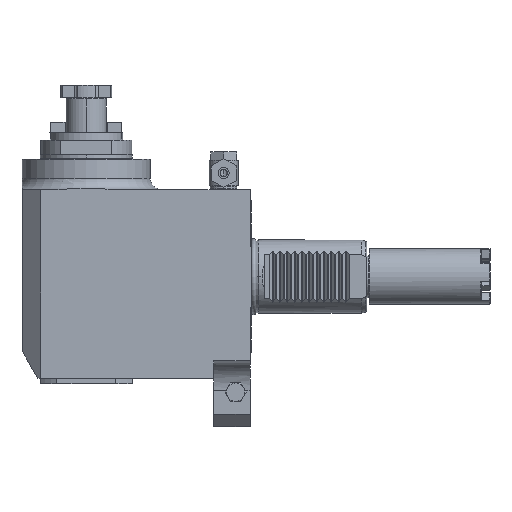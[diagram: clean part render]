
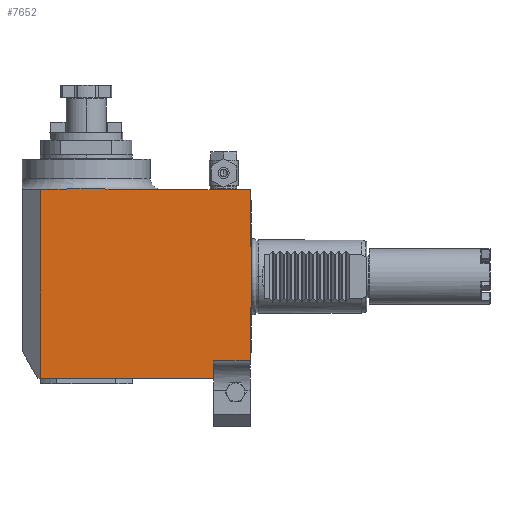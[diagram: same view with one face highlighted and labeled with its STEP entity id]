
A CAD part, front view. The second image highlights one B-rep face of the part: STEP entity #7652.
In plain terms, the highlighted planar face has unit normal (0, -1, 0).
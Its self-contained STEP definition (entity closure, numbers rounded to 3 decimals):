
#1062=DIRECTION('',(0.,0.,-1.));
#1063=VECTOR('',#1062,103.);
#1064=CARTESIAN_POINT('',(-114.812,-38.,47.5));
#1065=LINE('',#1064,#1063);
#1066=DIRECTION('',(1.,0.,0.));
#1067=VECTOR('',#1066,9.418);
#1068=CARTESIAN_POINT('',(-114.812,-38.,47.5));
#1069=LINE('',#1068,#1067);
#1070=CARTESIAN_POINT('',(-74.605,-38.,47.5));
#1071=CARTESIAN_POINT('',(-75.148,-38.,47.5));
#1072=CARTESIAN_POINT('',(-76.253,-38.,47.521));
#1073=CARTESIAN_POINT('',(-77.984,-38.,47.604));
#1074=CARTESIAN_POINT('',(-79.73,-38.,47.725));
#1075=CARTESIAN_POINT('',(-81.454,-38.,47.861));
#1076=CARTESIAN_POINT('',(-83.127,-38.,47.996));
#1077=CARTESIAN_POINT('',(-84.737,-38.,48.114));
#1078=CARTESIAN_POINT('',(-86.288,-38.,48.208));
#1079=CARTESIAN_POINT('',(-87.793,-38.,48.273));
#1080=CARTESIAN_POINT('',(-89.268,-38.,48.305));
#1081=CARTESIAN_POINT('',(-90.733,-38.,48.305));
#1082=CARTESIAN_POINT('',(-92.208,-38.,48.273));
#1083=CARTESIAN_POINT('',(-93.712,-38.,48.208));
#1084=CARTESIAN_POINT('',(-95.263,-38.,48.114));
#1085=CARTESIAN_POINT('',(-96.874,-38.,47.995));
#1086=CARTESIAN_POINT('',(-98.546,-38.,47.861));
#1087=CARTESIAN_POINT('',(-100.27,-38.,47.724));
#1088=CARTESIAN_POINT('',(-102.017,-38.,47.604));
#1089=CARTESIAN_POINT('',(-103.748,-38.,47.521));
#1090=CARTESIAN_POINT('',(-104.852,-38.,47.5));
#1091=CARTESIAN_POINT('',(-105.395,-38.,47.5));
#1093=DIRECTION('',(0.,0.,1.));
#1094=VECTOR('',#1093,30.819);
#1095=CARTESIAN_POINT('',(-0.5,-38.,16.681));
#1096=LINE('',#1095,#1094);
#1097=DIRECTION('',(-1.,0.,0.));
#1098=VECTOR('',#1097,0.5);
#1099=CARTESIAN_POINT('',(0.,-38.,16.681));
#1100=LINE('',#1099,#1098);
#1101=DIRECTION('',(0.,0.,1.));
#1102=VECTOR('',#1101,33.362);
#1103=CARTESIAN_POINT('',(0.,-38.,-16.681));
#1104=LINE('',#1103,#1102);
#1105=DIRECTION('',(-1.,0.,0.));
#1106=VECTOR('',#1105,0.5);
#1107=CARTESIAN_POINT('',(0.,-38.,-16.681));
#1108=LINE('',#1107,#1106);
#1109=DIRECTION('',(0.,0.,-1.));
#1110=VECTOR('',#1109,29.319);
#1111=CARTESIAN_POINT('',(-0.5,-38.,-16.681));
#1112=LINE('',#1111,#1110);
#1113=DIRECTION('',(1.,0.,0.));
#1114=VECTOR('',#1113,20.);
#1115=CARTESIAN_POINT('',(-20.5,-38.,-46.));
#1116=LINE('',#1115,#1114);
#1117=DIRECTION('',(0.,0.,1.));
#1118=VECTOR('',#1117,9.5);
#1119=CARTESIAN_POINT('',(-20.5,-38.,-55.5));
#1120=LINE('',#1119,#1118);
#1133=DIRECTION('',(1.,0.,0.));
#1134=VECTOR('',#1133,94.312);
#1135=CARTESIAN_POINT('',(-114.812,-38.,-55.5));
#1136=LINE('',#1135,#1134);
#1256=DIRECTION('',(-1.,0.,0.));
#1257=VECTOR('',#1256,74.105);
#1258=CARTESIAN_POINT('',(-0.5,-38.,47.5));
#1259=LINE('',#1258,#1257);
#5641=CARTESIAN_POINT('',(-0.5,-38.,47.5));
#5643=VERTEX_POINT('',#5641);
#5653=CARTESIAN_POINT('',(-0.5,-38.,16.681));
#5654=VERTEX_POINT('',#5653);
#5655=CARTESIAN_POINT('',(0.,-38.,-16.681));
#5656=CARTESIAN_POINT('',(-0.5,-38.,-16.681));
#5657=VERTEX_POINT('',#5655);
#5658=VERTEX_POINT('',#5656);
#5659=CARTESIAN_POINT('',(0.,-38.,16.681));
#5660=VERTEX_POINT('',#5659);
#5676=CARTESIAN_POINT('',(-20.5,-38.,-55.5));
#5678=VERTEX_POINT('',#5676);
#5679=CARTESIAN_POINT('',(-20.5,-38.,-46.));
#5680=VERTEX_POINT('',#5679);
#5735=CARTESIAN_POINT('',(-0.5,-38.,-46.));
#5736=VERTEX_POINT('',#5735);
#5745=CARTESIAN_POINT('',(-114.812,-38.,47.5));
#5746=CARTESIAN_POINT('',(-114.812,-38.,-55.5));
#5747=VERTEX_POINT('',#5745);
#5748=VERTEX_POINT('',#5746);
#5767=CARTESIAN_POINT('',(-105.395,-38.,47.5));
#5768=VERTEX_POINT('',#5767);
#5772=VERTEX_POINT('',#1070);
#7623=CARTESIAN_POINT('',(-53.5,-38.,-55.5));
#7624=DIRECTION('',(0.,-1.,0.));
#7625=DIRECTION('',(0.,0.,1.));
#7626=AXIS2_PLACEMENT_3D('',#7623,#7624,#7625);
#7627=PLANE('',#7626);
#7629=ORIENTED_EDGE('',*,*,#7628,.F.);
#7631=ORIENTED_EDGE('',*,*,#7630,.F.);
#7633=ORIENTED_EDGE('',*,*,#7632,.T.);
#7635=ORIENTED_EDGE('',*,*,#7634,.F.);
#7637=ORIENTED_EDGE('',*,*,#7636,.F.);
#7639=ORIENTED_EDGE('',*,*,#7638,.F.);
#7640=ORIENTED_EDGE('',*,*,#7614,.F.);
#7641=ORIENTED_EDGE('',*,*,#7599,.F.);
#7643=ORIENTED_EDGE('',*,*,#7642,.T.);
#7645=ORIENTED_EDGE('',*,*,#7644,.T.);
#7647=ORIENTED_EDGE('',*,*,#7646,.F.);
#7649=ORIENTED_EDGE('',*,*,#7648,.F.);
#7650=EDGE_LOOP('',(#7629,#7631,#7633,#7635,#7637,#7639,#7640,#7641,#7643,#7645,
#7647,#7649));
#7651=FACE_OUTER_BOUND('',#7650,.F.);
#7652=ADVANCED_FACE('',(#7651),#7627,.T.);
#1092=B_SPLINE_CURVE_WITH_KNOTS('',3,(#1070,#1071,#1072,#1073,#1074,#1075,#1076,
#1077,#1078,#1079,#1080,#1081,#1082,#1083,#1084,#1085,#1086,#1087,#1088,#1089,
#1090,#1091),.UNSPECIFIED.,.F.,.F.,(4,1,1,1,1,1,1,1,1,1,1,1,1,1,1,1,1,1,1,4),(
0.,0.053,0.105,0.158,0.211,
0.263,0.316,0.368,0.421,
0.474,0.526,0.579,0.632,
0.684,0.737,0.789,0.842,
0.895,0.947,1.),.UNSPECIFIED.);
#7599=EDGE_CURVE('',#5657,#5660,#1104,.T.);
#7614=EDGE_CURVE('',#5660,#5654,#1100,.T.);
#7628=EDGE_CURVE('',#5748,#5678,#1136,.T.);
#7630=EDGE_CURVE('',#5747,#5748,#1065,.T.);
#7632=EDGE_CURVE('',#5747,#5768,#1069,.T.);
#7634=EDGE_CURVE('',#5772,#5768,#1092,.T.);
#7636=EDGE_CURVE('',#5643,#5772,#1259,.T.);
#7638=EDGE_CURVE('',#5654,#5643,#1096,.T.);
#7642=EDGE_CURVE('',#5657,#5658,#1108,.T.);
#7644=EDGE_CURVE('',#5658,#5736,#1112,.T.);
#7646=EDGE_CURVE('',#5680,#5736,#1116,.T.);
#7648=EDGE_CURVE('',#5678,#5680,#1120,.T.);
